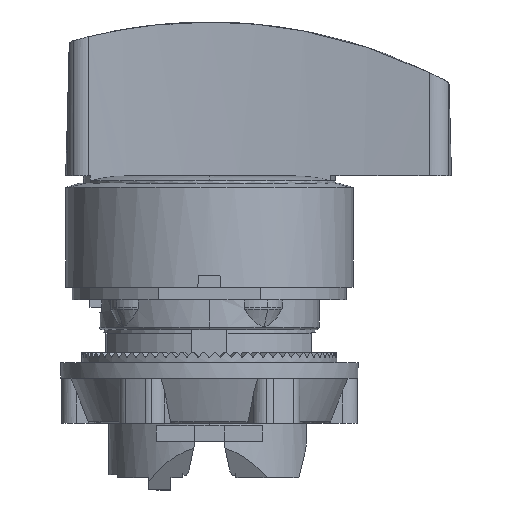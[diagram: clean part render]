
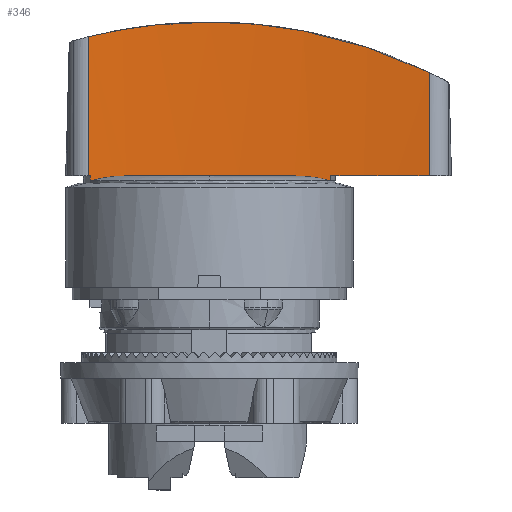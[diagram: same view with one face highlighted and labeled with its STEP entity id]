
A CAD part, left-side view. The second image highlights one B-rep face of the part: STEP entity #346.
In plain terms, the highlighted cylindrical face has radius 152.674 mm (diameter 305.347 mm), a partial arc.
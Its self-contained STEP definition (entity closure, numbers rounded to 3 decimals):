
#346=ADVANCED_FACE('',(#1368),#1369,.F.);
#1368=FACE_OUTER_BOUND('',#2822,.T.);
#1369=CYLINDRICAL_SURFACE('',#2823,152.674);
#2822=EDGE_LOOP('',(#6246,#6247,#6248,#6249,#6250,#6251,#6252,#6253,#6254,#6255,#6256,#6257,#6258,#6259));
#2823=AXIS2_PLACEMENT_3D('',#6260,#6261,#6262);
#6246=ORIENTED_EDGE('',*,*,#10155,.T.);
#6247=ORIENTED_EDGE('',*,*,#10811,.F.);
#6248=ORIENTED_EDGE('',*,*,#10932,.T.);
#6249=ORIENTED_EDGE('',*,*,#10942,.T.);
#6250=ORIENTED_EDGE('',*,*,#10913,.T.);
#6251=ORIENTED_EDGE('',*,*,#10126,.T.);
#6252=ORIENTED_EDGE('',*,*,#10944,.F.);
#6253=ORIENTED_EDGE('',*,*,#10922,.T.);
#6254=ORIENTED_EDGE('',*,*,#10945,.F.);
#6255=ORIENTED_EDGE('',*,*,#10946,.F.);
#6256=ORIENTED_EDGE('',*,*,#10774,.T.);
#6257=ORIENTED_EDGE('',*,*,#10179,.T.);
#6258=ORIENTED_EDGE('',*,*,#10807,.T.);
#6259=ORIENTED_EDGE('',*,*,#10760,.T.);
#6260=CARTESIAN_POINT('',(-155.787,-4.828,14.49));
#6261=DIRECTION('',(0.,0.,-1.0));
#6262=DIRECTION('',(0.707,-0.707,0.));
#10126=EDGE_CURVE('',#12280,#12286,#12288,.T.);
#10155=EDGE_CURVE('',#12342,#12340,#12343,.T.);
#10179=EDGE_CURVE('',#12388,#12386,#12389,.T.);
#10760=EDGE_CURVE('',#13345,#12342,#13346,.T.);
#10774=EDGE_CURVE('',#13367,#12388,#13368,.T.);
#10807=EDGE_CURVE('',#12386,#13345,#13417,.T.);
#10811=EDGE_CURVE('',#13421,#12340,#13423,.T.);
#10913=EDGE_CURVE('',#13588,#12280,#13589,.T.);
#10922=EDGE_CURVE('',#13601,#13599,#13602,.T.);
#10932=EDGE_CURVE('',#13421,#13616,#13618,.T.);
#10942=EDGE_CURVE('',#13616,#13588,#13632,.T.);
#10944=EDGE_CURVE('',#13601,#12286,#13634,.T.);
#10945=EDGE_CURVE('',#13635,#13599,#13636,.T.);
#10946=EDGE_CURVE('',#13367,#13635,#13637,.T.);
#12280=VERTEX_POINT('',#15931);
#12286=VERTEX_POINT('',#15939);
#12288=B_SPLINE_CURVE_WITH_KNOTS('',3,(#15952,#15953,#15954,#15955,#15956,#15957,#15958,#15959),.UNSPECIFIED.,.F.,.F.,(4,2,2,4),(75.898,80.674,85.449,87.648),.UNSPECIFIED.);
#12340=VERTEX_POINT('',#16148);
#12342=VERTEX_POINT('',#16155);
#12343=B_SPLINE_CURVE_WITH_KNOTS('',3,(#16156,#16157,#16158,#16159),.UNSPECIFIED.,.F.,.F.,(4,4),(3.132,5.894),.UNSPECIFIED.);
#12386=VERTEX_POINT('',#16242);
#12388=VERTEX_POINT('',#16244);
#12389=LINE('',#16245,#16246);
#13345=VERTEX_POINT('',#17732);
#13346=CIRCLE('',#17733,152.674);
#13367=VERTEX_POINT('',#17775);
#13368=CIRCLE('',#17776,152.674);
#13417=B_SPLINE_CURVE_WITH_KNOTS('',3,(#17847,#17848,#17849,#17850,#17851,#17852),.UNSPECIFIED.,.F.,.F.,(4,2,4),(0.,3.534,3.636),.UNSPECIFIED.);
#13421=VERTEX_POINT('',#17857);
#13423=LINE('',#17859,#17860);
#13588=VERTEX_POINT('',#18338);
#13589=B_SPLINE_CURVE_WITH_KNOTS('',3,(#18339,#18340,#18341,#18342,#18343,#18344,#18345,#18346,#18347,#18348,#18349,#18350),.UNSPECIFIED.,.F.,.F.,(4,2,2,2,2,4),(54.237,56.956,61.692,66.427,71.163,75.898),.UNSPECIFIED.);
#13599=VERTEX_POINT('',#18400);
#13601=VERTEX_POINT('',#18402);
#13602=CIRCLE('',#18403,152.674);
#13616=VERTEX_POINT('',#18418);
#13618=CIRCLE('',#18420,152.674);
#13632=LINE('',#18469,#18470);
#13634=LINE('',#18473,#18474);
#13635=VERTEX_POINT('',#18475);
#13636=LINE('',#18476,#18477);
#13637=CIRCLE('',#18478,152.674);
#15931=CARTESIAN_POINT('',(-3.19,0.008,30.879));
#15939=CARTESIAN_POINT('',(-4.039,11.961,29.431));
#15952=CARTESIAN_POINT('',(-3.19,0.008,30.879));
#15953=CARTESIAN_POINT('',(-3.24,1.599,30.879));
#15954=CARTESIAN_POINT('',(-3.317,3.215,30.803));
#15955=CARTESIAN_POINT('',(-3.523,6.463,30.488));
#15956=CARTESIAN_POINT('',(-3.652,8.096,30.249));
#15957=CARTESIAN_POINT('',(-3.88,10.47,29.78));
#15958=CARTESIAN_POINT('',(-3.957,11.217,29.614));
#15959=CARTESIAN_POINT('',(-4.039,11.961,29.431));
#16148=CARTESIAN_POINT('',(-3.283,-12.034,15.13));
#16155=CARTESIAN_POINT('',(-3.156,-8.46,15.63));
#16156=CARTESIAN_POINT('',(-3.156,-8.46,15.63));
#16157=CARTESIAN_POINT('',(-3.185,-9.675,15.639));
#16158=CARTESIAN_POINT('',(-3.229,-10.873,15.476));
#16159=CARTESIAN_POINT('',(-3.283,-12.034,15.13));
#16242=CARTESIAN_POINT('',(-4.022,11.809,15.13));
#16244=CARTESIAN_POINT('',(-4.022,11.809,14.9));
#16245=CARTESIAN_POINT('',(-4.022,11.809,15.015));
#16246=VECTOR('',#23436,1.0);
#17732=CARTESIAN_POINT('',(-3.674,8.248,15.63));
#17733=AXIS2_PLACEMENT_3D('',#24367,#24368,#24369);
#17775=CARTESIAN_POINT('',(-4.039,11.961,14.902));
#17776=AXIS2_PLACEMENT_3D('',#24401,#24402,#24403);
#17847=CARTESIAN_POINT('',(-4.022,11.809,15.13));
#17848=CARTESIAN_POINT('',(-3.899,10.686,15.466));
#17849=CARTESIAN_POINT('',(-3.785,9.527,15.629));
#17850=CARTESIAN_POINT('',(-3.68,8.316,15.63));
#17851=CARTESIAN_POINT('',(-3.677,8.282,15.63));
#17852=CARTESIAN_POINT('',(-3.674,8.248,15.63));
#17857=CARTESIAN_POINT('',(-3.283,-12.034,15.634));
#17859=CARTESIAN_POINT('',(-3.283,-12.034,15.269));
#17860=VECTOR('',#24463,1.0);
#18338=CARTESIAN_POINT('',(-4.059,-21.796,25.882));
#18339=CARTESIAN_POINT('',(-4.059,-21.796,25.882));
#18340=CARTESIAN_POINT('',(-3.963,-20.936,26.298));
#18341=CARTESIAN_POINT('',(-3.873,-20.062,26.69));
#18342=CARTESIAN_POINT('',(-3.644,-17.638,27.696));
#18343=CARTESIAN_POINT('',(-3.519,-16.064,28.258));
#18344=CARTESIAN_POINT('',(-3.317,-12.877,29.221));
#18345=CARTESIAN_POINT('',(-3.24,-11.263,29.621));
#18346=CARTESIAN_POINT('',(-3.138,-8.026,30.258));
#18347=CARTESIAN_POINT('',(-3.113,-6.401,30.493));
#18348=CARTESIAN_POINT('',(-3.114,-3.173,30.804));
#18349=CARTESIAN_POINT('',(-3.14,-1.569,30.879));
#18350=CARTESIAN_POINT('',(-3.19,0.008,30.879));
#18400=CARTESIAN_POINT('',(-4.022,11.809,15.634));
#18402=CARTESIAN_POINT('',(-4.039,11.961,15.634));
#18403=AXIS2_PLACEMENT_3D('',#24626,#24627,#24628);
#18418=CARTESIAN_POINT('',(-4.059,-21.796,15.634));
#18420=AXIS2_PLACEMENT_3D('',#24654,#24655,#24656);
#18469=CARTESIAN_POINT('',(-4.059,-21.796,14.49));
#18470=VECTOR('',#24666,1.0);
#18473=CARTESIAN_POINT('',(-4.039,11.961,14.49));
#18474=VECTOR('',#24668,1.0);
#18475=CARTESIAN_POINT('',(-4.022,11.809,14.904));
#18476=CARTESIAN_POINT('',(-4.022,11.809,15.269));
#18477=VECTOR('',#24669,1.0);
#18478=AXIS2_PLACEMENT_3D('',#24670,#24671,#24672);
#23436=DIRECTION('',(0.,0.,1.0));
#24367=CARTESIAN_POINT('',(-155.787,-4.828,15.63));
#24368=DIRECTION('',(0.,0.,-1.0));
#24369=DIRECTION('',(0.707,-0.707,0.0));
#24401=CARTESIAN_POINT('',(-155.787,-4.828,14.9));
#24402=DIRECTION('',(0.,0.,-1.0));
#24403=DIRECTION('',(0.707,-0.707,0.0));
#24463=DIRECTION('',(0.,0.0,-1.0));
#24626=CARTESIAN_POINT('',(-155.787,-4.828,15.634));
#24627=DIRECTION('',(0.,0.,-1.0));
#24628=DIRECTION('',(0.707,-0.707,0.));
#24654=CARTESIAN_POINT('',(-155.787,-4.828,15.634));
#24655=DIRECTION('',(0.,0.,-1.0));
#24656=DIRECTION('',(0.707,-0.707,0.));
#24666=DIRECTION('',(0.,0.,1.0));
#24668=DIRECTION('',(0.,0.,1.0));
#24669=DIRECTION('',(0.,0.0,1.0));
#24670=CARTESIAN_POINT('',(-155.787,-4.828,14.904));
#24671=DIRECTION('',(0.,0.,-1.0));
#24672=DIRECTION('',(0.707,-0.707,0.));
